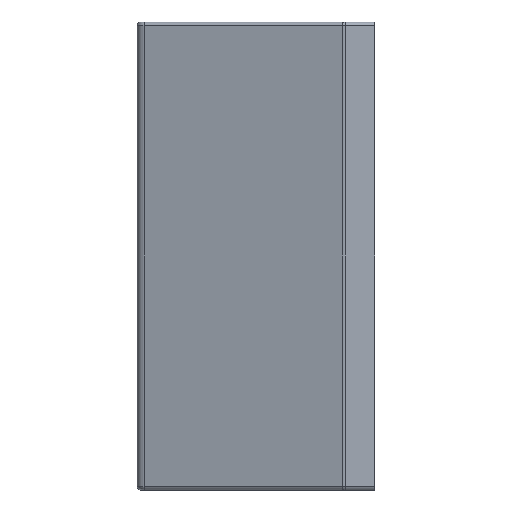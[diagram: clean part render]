
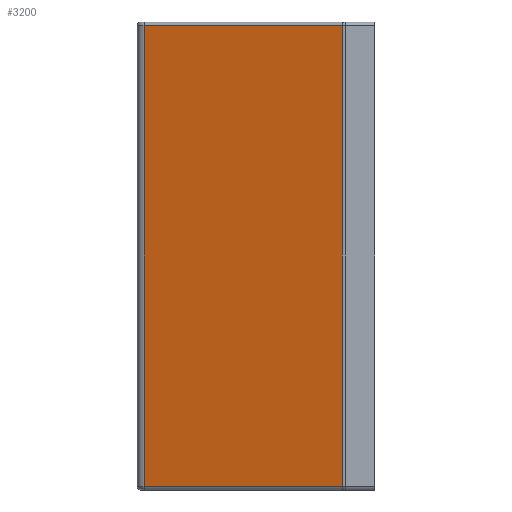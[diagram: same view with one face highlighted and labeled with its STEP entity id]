
A CAD part, left-side view. The second image highlights one B-rep face of the part: STEP entity #3200.
In plain terms, the highlighted planar face has unit normal (-0.962, 0.272, 0).
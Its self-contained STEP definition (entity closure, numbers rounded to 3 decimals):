
#698 = CYLINDRICAL_SURFACE('',#699,2.5);
#699 = AXIS2_PLACEMENT_3D('',#700,#701,#702);
#700 = CARTESIAN_POINT('',(2.5,7.653,0.));
#701 = DIRECTION('',(0.,-0.,1.));
#702 = DIRECTION('',(1.,0.,0.));
#1140 = CYLINDRICAL_SURFACE('',#1141,1.);
#1141 = AXIS2_PLACEMENT_3D('',#1142,#1143,#1144);
#1142 = CARTESIAN_POINT('',(15.447,58.908,-59.));
#1143 = DIRECTION('',(-0.272,-0.962,0.));
#1144 = DIRECTION('',(-0.,0.,-1.));
#1569 = CYLINDRICAL_SURFACE('',#1570,1.);
#1570 = AXIS2_PLACEMENT_3D('',#1571,#1572,#1573);
#1571 = CARTESIAN_POINT('',(15.447,58.908,59.));
#1572 = DIRECTION('',(-0.272,-0.962,0.));
#1573 = DIRECTION('',(-0.962,0.272,0.));
#2175 = VERTEX_POINT('',#2176);
#2176 = CARTESIAN_POINT('',(0.094,8.334,59.));
#2198 = EDGE_CURVE('',#2175,#2199,#2201,.T.);
#2199 = VERTEX_POINT('',#2200);
#2200 = CARTESIAN_POINT('',(0.094,8.334,-59.));
#2201 = SURFACE_CURVE('',#2202,(#2206,#2213),.PCURVE_S1.);
#2202 = LINE('',#2203,#2204);
#2203 = CARTESIAN_POINT('',(0.094,8.334,60.));
#2204 = VECTOR('',#2205,1.);
#2205 = DIRECTION('',(0.,0.,-1.));
#2206 = PCURVE('',#698,#2207);
#2207 = DEFINITIONAL_REPRESENTATION('',(#2208),#2212);
#2208 = LINE('',#2209,#2210);
#2209 = CARTESIAN_POINT('',(2.866,60.));
#2210 = VECTOR('',#2211,1.);
#2211 = DIRECTION('',(0.,-1.));
#2212 = ( GEOMETRIC_REPRESENTATION_CONTEXT(2) 
PARAMETRIC_REPRESENTATION_CONTEXT() REPRESENTATION_CONTEXT('2D SPACE',''
  ) );
#2213 = PCURVE('',#2214,#2219);
#2214 = PLANE('',#2215);
#2215 = AXIS2_PLACEMENT_3D('',#2216,#2217,#2218);
#2216 = CARTESIAN_POINT('',(14.485,59.181,0.));
#2217 = DIRECTION('',(-0.962,0.272,0.));
#2218 = DIRECTION('',(-0.272,-0.962,0.));
#2219 = DEFINITIONAL_REPRESENTATION('',(#2220),#2224);
#2220 = LINE('',#2221,#2222);
#2221 = CARTESIAN_POINT('',(52.844,60.));
#2222 = VECTOR('',#2223,1.);
#2223 = DIRECTION('',(-0.,-1.));
#2224 = ( GEOMETRIC_REPRESENTATION_CONTEXT(2) 
PARAMETRIC_REPRESENTATION_CONTEXT() REPRESENTATION_CONTEXT('2D SPACE',''
  ) );
#2311 = VERTEX_POINT('',#2312);
#2312 = CARTESIAN_POINT('',(14.485,59.181,-59.));
#2332 = EDGE_CURVE('',#2311,#2199,#2333,.T.);
#2333 = SURFACE_CURVE('',#2334,(#2338,#2345),.PCURVE_S1.);
#2334 = LINE('',#2335,#2336);
#2335 = CARTESIAN_POINT('',(14.485,59.181,-59.));
#2336 = VECTOR('',#2337,1.);
#2337 = DIRECTION('',(-0.272,-0.962,0.));
#2338 = PCURVE('',#1140,#2339);
#2339 = DEFINITIONAL_REPRESENTATION('',(#2340),#2344);
#2340 = LINE('',#2341,#2342);
#2341 = CARTESIAN_POINT('',(-1.571,0.));
#2342 = VECTOR('',#2343,1.);
#2343 = DIRECTION('',(-0.,1.));
#2344 = ( GEOMETRIC_REPRESENTATION_CONTEXT(2) 
PARAMETRIC_REPRESENTATION_CONTEXT() REPRESENTATION_CONTEXT('2D SPACE',''
  ) );
#2345 = PCURVE('',#2214,#2346);
#2346 = DEFINITIONAL_REPRESENTATION('',(#2347),#2351);
#2347 = LINE('',#2348,#2349);
#2348 = CARTESIAN_POINT('',(0.,-59.));
#2349 = VECTOR('',#2350,1.);
#2350 = DIRECTION('',(1.,0.));
#2351 = ( GEOMETRIC_REPRESENTATION_CONTEXT(2) 
PARAMETRIC_REPRESENTATION_CONTEXT() REPRESENTATION_CONTEXT('2D SPACE',''
  ) );
#2397 = CYLINDRICAL_SURFACE('',#2398,2.5);
#2398 = AXIS2_PLACEMENT_3D('',#2399,#2400,#2401);
#2399 = CARTESIAN_POINT('',(16.891,58.5,0.));
#2400 = DIRECTION('',(0.,-0.,1.));
#2401 = DIRECTION('',(1.,0.,0.));
#2768 = VERTEX_POINT('',#2769);
#2769 = CARTESIAN_POINT('',(14.485,59.181,59.));
#2791 = EDGE_CURVE('',#2768,#2175,#2792,.T.);
#2792 = SURFACE_CURVE('',#2793,(#2797,#2804),.PCURVE_S1.);
#2793 = LINE('',#2794,#2795);
#2794 = CARTESIAN_POINT('',(14.485,59.181,59.));
#2795 = VECTOR('',#2796,1.);
#2796 = DIRECTION('',(-0.272,-0.962,0.));
#2797 = PCURVE('',#1569,#2798);
#2798 = DEFINITIONAL_REPRESENTATION('',(#2799),#2803);
#2799 = LINE('',#2800,#2801);
#2800 = CARTESIAN_POINT('',(-0.,0.));
#2801 = VECTOR('',#2802,1.);
#2802 = DIRECTION('',(-0.,1.));
#2803 = ( GEOMETRIC_REPRESENTATION_CONTEXT(2) 
PARAMETRIC_REPRESENTATION_CONTEXT() REPRESENTATION_CONTEXT('2D SPACE',''
  ) );
#2804 = PCURVE('',#2214,#2805);
#2805 = DEFINITIONAL_REPRESENTATION('',(#2806),#2810);
#2806 = LINE('',#2807,#2808);
#2807 = CARTESIAN_POINT('',(0.,59.));
#2808 = VECTOR('',#2809,1.);
#2809 = DIRECTION('',(1.,0.));
#2810 = ( GEOMETRIC_REPRESENTATION_CONTEXT(2) 
PARAMETRIC_REPRESENTATION_CONTEXT() REPRESENTATION_CONTEXT('2D SPACE',''
  ) );
#3200 = ADVANCED_FACE('',(#3201),#2214,.T.);
#3201 = FACE_BOUND('',#3202,.T.);
#3202 = EDGE_LOOP('',(#3203,#3204,#3205,#3226));
#3203 = ORIENTED_EDGE('',*,*,#2198,.F.);
#3204 = ORIENTED_EDGE('',*,*,#2791,.F.);
#3205 = ORIENTED_EDGE('',*,*,#3206,.T.);
#3206 = EDGE_CURVE('',#2768,#2311,#3207,.T.);
#3207 = SURFACE_CURVE('',#3208,(#3212,#3219),.PCURVE_S1.);
#3208 = LINE('',#3209,#3210);
#3209 = CARTESIAN_POINT('',(14.485,59.181,60.));
#3210 = VECTOR('',#3211,1.);
#3211 = DIRECTION('',(0.,0.,-1.));
#3212 = PCURVE('',#2214,#3213);
#3213 = DEFINITIONAL_REPRESENTATION('',(#3214),#3218);
#3214 = LINE('',#3215,#3216);
#3215 = CARTESIAN_POINT('',(0.,60.));
#3216 = VECTOR('',#3217,1.);
#3217 = DIRECTION('',(-0.,-1.));
#3218 = ( GEOMETRIC_REPRESENTATION_CONTEXT(2) 
PARAMETRIC_REPRESENTATION_CONTEXT() REPRESENTATION_CONTEXT('2D SPACE',''
  ) );
#3219 = PCURVE('',#2397,#3220);
#3220 = DEFINITIONAL_REPRESENTATION('',(#3221),#3225);
#3221 = LINE('',#3222,#3223);
#3222 = CARTESIAN_POINT('',(2.866,60.));
#3223 = VECTOR('',#3224,1.);
#3224 = DIRECTION('',(0.,-1.));
#3225 = ( GEOMETRIC_REPRESENTATION_CONTEXT(2) 
PARAMETRIC_REPRESENTATION_CONTEXT() REPRESENTATION_CONTEXT('2D SPACE',''
  ) );
#3226 = ORIENTED_EDGE('',*,*,#2332,.T.);
